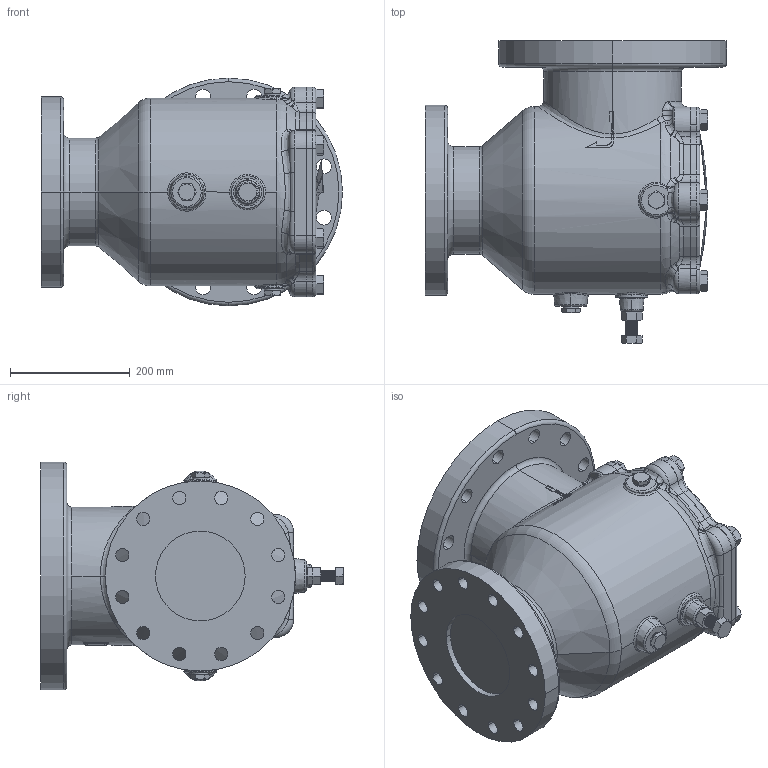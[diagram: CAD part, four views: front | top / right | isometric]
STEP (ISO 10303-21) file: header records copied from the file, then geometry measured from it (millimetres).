
FILE_DESCRIPTION (( 'STEP AP214' ), '1' );
FILE_NAME ('SD_8in_6in_250Lb-Revised.STEP', '2018-11-09T17:22:22', ( '' ), ( '' ), 'SwSTEP 2.0', 'SolidWorks 2013', '' );
FILE_SCHEMA (( 'AUTOMOTIVE_DESIGN' ));
Length unit declared in the file: inch
Products named in the file (4): X1SD-8in_6in-250Lb; SD-8in_6in-250Lb-revised-bolt; SD-8in_6in-250Lb-revised-no bolt; SD_8in_6in_250Lb-Revised
Assembly tree (3 placements, depth 2):
  SD_8in_6in_250Lb-Revised
    SD-8in_6in-250Lb-revised-no bolt
    SD-8in_6in-250Lb-revised-bolt
    X1SD-8in_6in-250Lb
Bounding box: 503.5 x 506.12 x 381 mm (x, y, z)
Volume: 38019119.1 mm3; surface area: 3132997.3 mm2
Topology: 3 solids, 5 shells, 745 faces, 1852 edges, 1135 vertices
Faces by surface type: cylinder 271, plane 163, bspline 123, cone 109, torus 77, sphere 2
Entity records: 59207 total; most frequent: CARTESIAN_POINT 42826, ORIENTED_EDGE 3684, DIRECTION 3130, EDGE_CURVE 1842, AXIS2_PLACEMENT_3D 1301, VERTEX_POINT 1133, EDGE_LOOP 821, ADVANCED_FACE 745
